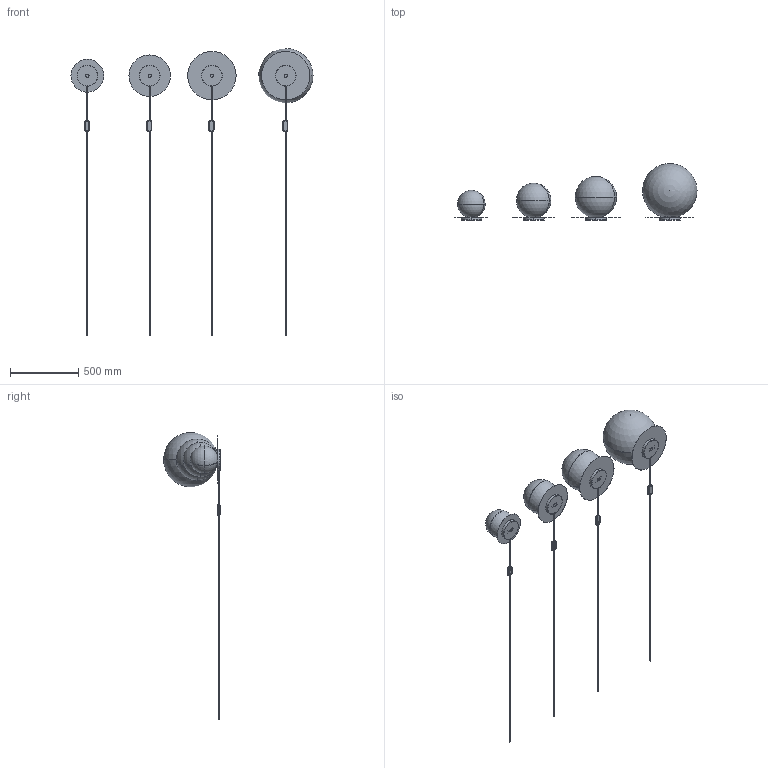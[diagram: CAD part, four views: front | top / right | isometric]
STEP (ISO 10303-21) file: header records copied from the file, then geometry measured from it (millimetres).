
FILE_DESCRIPTION (( 'STEP AP214' ), '1' );
FILE_NAME ('Pablo Designs - Bola Sphere Table - Share CAD - 111723.STEP', '2023-11-18T00:38:31', ( '' ), ( '' ), 'SwSTEP 2.0', 'SolidWorks 2019', '' );
FILE_SCHEMA (( 'AUTOMOTIVE_DESIGN' ));
Length unit declared in the file: inch
Products named in the file (3): Pablo Designs - Bola Sphere Table - Share CAD - 111723; bola-sphere-table-family-v1 (3); 16 GLOBE ONLY
Assembly tree (2 placements, depth 2):
  Pablo Designs - Bola Sphere Table - Share CAD - 111723
    bola-sphere-table-family-v1 (3)
    16 GLOBE ONLY
Bounding box: 1777.7 x 417.93 x 2108.45 mm (x, y, z)
Volume: 6208799.6 mm3; surface area: 3748876 mm2
Topology: 94 solids, 94 shells, 2441 faces, 6501 edges, 4259 vertices
Faces by surface type: cylinder 964, bspline 821, plane 430, torus 108, cone 90, sphere 28
Entity records: 177709 total; most frequent: CARTESIAN_POINT 99449, ORIENTED_EDGE 12894, DIRECTION 7996, EDGE_CURVE 6447, VERTEX_POINT 4243, AXIS2_PLACEMENT_3D 3183, B_SPLINE_CURVE_WITH_KNOTS 2979, EDGE_LOOP 2626
